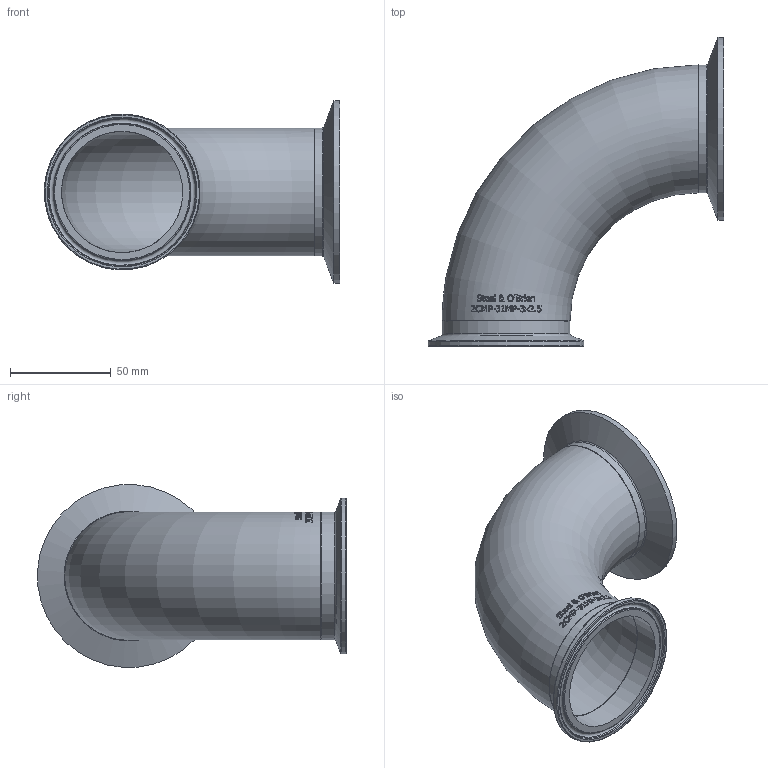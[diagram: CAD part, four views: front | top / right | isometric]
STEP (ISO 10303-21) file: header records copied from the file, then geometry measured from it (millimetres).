
FILE_DESCRIPTION(/* description */ (''),/* implementation_level */ '2;1');
FILE_NAME(/* name */ '2CMP-31MP-3X2.5.stp',/* time_stamp */ '2022-02-22T17:31:03-05:00',/* author */ ('rick'),/* organization */ (''),/* preprocessor_version */ 'ST-DEVELOPER v18.1',/* originating_system */ 'Autodesk Inventor 2020',/* authorisation */ '');
FILE_SCHEMA (('AUTOMOTIVE_DESIGN { 1 0 10303 214 3 1 1 }'));
Length unit declared in the file: inch
Products named in the file (1): 2CMP-31MP-3X2.5
Bounding box: 146.57 x 153.32 x 90.73 mm (x, y, z)
Volume: 74330.9 mm3; surface area: 77683.8 mm2
Topology: 1 solids, 1 shells, 496 faces, 1382 edges, 933 vertices
Faces by surface type: bspline 225, plane 203, torus 55, cone 7, cylinder 6
Full cylindrical faces by diameter (mm): 60.198 x2, 63.5 x2, 77.394 x1, 90.907 x1
Entity records: 20906 total; most frequent: CARTESIAN_POINT 10248, ORIENTED_EDGE 2764, EDGE_CURVE 1382, DIRECTION 1195, VERTEX_POINT 933, B_SPLINE_CURVE_WITH_KNOTS 840, EDGE_LOOP 543, FACE_OUTER_BOUND 496
